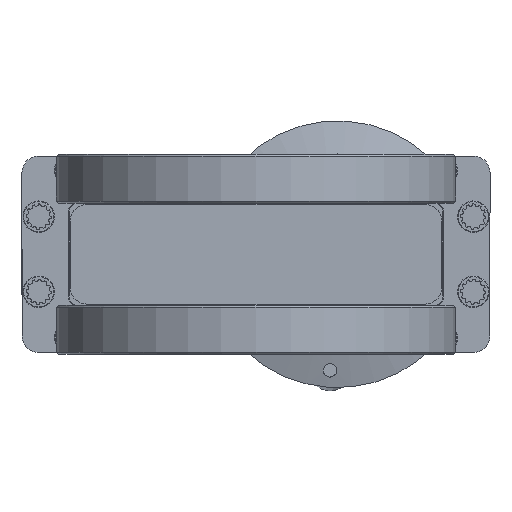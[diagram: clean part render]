
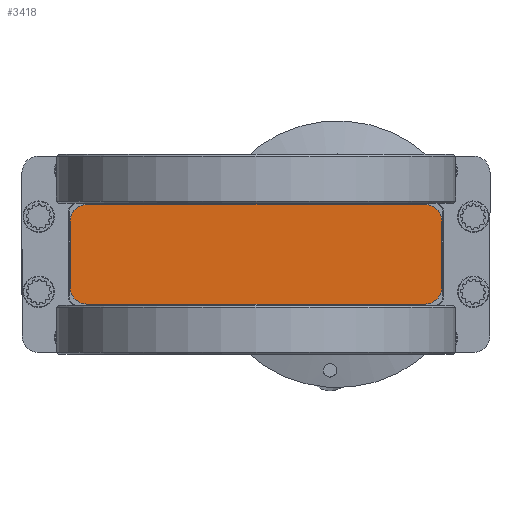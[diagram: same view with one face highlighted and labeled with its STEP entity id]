
A CAD part, front view. The second image highlights one B-rep face of the part: STEP entity #3418.
In plain terms, the highlighted planar face has unit normal (0, -1, 0).
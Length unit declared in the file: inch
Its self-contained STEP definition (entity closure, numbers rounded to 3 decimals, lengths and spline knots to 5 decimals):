
#3418 = ADVANCED_FACE ( 'NONE', ( #13346 ), #14750, .F. ) ;
#3542 = EDGE_CURVE ( 'NONE', #8773, #8772, #32363, .T. ) ;
#3543 = EDGE_CURVE ( 'NONE', #8773, #8806, #13615, .T. ) ;
#3544 = EDGE_CURVE ( 'NONE', #8810, #8743, #32590, .T. ) ;
#3546 = EDGE_CURVE ( 'NONE', #8863, #8853, #13617, .T. ) ;
#3549 = EDGE_CURVE ( 'NONE', #8763, #8743, #13619, .T. ) ;
#3550 = EDGE_CURVE ( 'NONE', #8763, #8853, #32453, .T. ) ;
#3551 = EDGE_CURVE ( 'NONE', #8863, #8806, #32438, .T. ) ;
#3554 = EDGE_CURVE ( 'NONE', #8810, #8772, #13622, .T. ) ;
#8690 = ORIENTED_EDGE ( 'NONE', *, *, #3546, .F. ) ;
#8696 = ORIENTED_EDGE ( 'NONE', *, *, #3544, .T. ) ;
#8698 = ORIENTED_EDGE ( 'NONE', *, *, #3549, .F. ) ;
#8699 = ORIENTED_EDGE ( 'NONE', *, *, #3543, .F. ) ;
#8700 = ORIENTED_EDGE ( 'NONE', *, *, #3554, .F. ) ;
#8701 = ORIENTED_EDGE ( 'NONE', *, *, #3551, .T. ) ;
#8704 = ORIENTED_EDGE ( 'NONE', *, *, #3550, .T. ) ;
#8714 = ORIENTED_EDGE ( 'NONE', *, *, #3542, .T. ) ;
#8743 = VERTEX_POINT ( 'NONE', #21872 ) ;
#8763 = VERTEX_POINT ( 'NONE', #21892 ) ;
#8772 = VERTEX_POINT ( 'NONE', #21901 ) ;
#8773 = VERTEX_POINT ( 'NONE', #21902 ) ;
#8806 = VERTEX_POINT ( 'NONE', #21935 ) ;
#8810 = VERTEX_POINT ( 'NONE', #21939 ) ;
#8853 = VERTEX_POINT ( 'NONE', #21982 ) ;
#8863 = VERTEX_POINT ( 'NONE', #21992 ) ;
#9274 = EDGE_LOOP ( 'NONE', ( #8698, #8704, #8690, #8701, #8699, #8714, #8700, #8696 ) ) ;
#13346 = FACE_OUTER_BOUND ( 'NONE', #9274, .T. ) ;
#13615 = LINE ( 'NONE', #15231, #32476 ) ;
#13617 = LINE ( 'NONE', #15242, #32601 ) ;
#13619 = LINE ( 'NONE', #15252, #32434 ) ;
#13622 = LINE ( 'NONE', #15269, #32450 ) ;
#14750 = PLANE ( 'NONE',  #32850 ) ;
#14751 = CARTESIAN_POINT ( 'NONE',  ( -2.781, -0.122, 1.39 ) ) ;
#14752 = DIRECTION ( 'NONE',  ( 0., 1., 0. ) ) ;
#14753 = DIRECTION ( 'NONE',  ( 1., 0., 0. ) ) ;
#15224 = CARTESIAN_POINT ( 'NONE',  ( 2.531, -0.122, 0.15 ) ) ;
#15226 = DIRECTION ( 'NONE',  ( 0., -1., 0. ) ) ;
#15228 = DIRECTION ( 'NONE',  ( 1., 0., 0. ) ) ;
#15231 = CARTESIAN_POINT ( 'NONE',  ( -2.781, -0.122, -0.1 ) ) ;
#15233 = DIRECTION ( 'NONE',  ( -1., 0., 0. ) ) ;
#15234 = CARTESIAN_POINT ( 'NONE',  ( 2.531, -0.122, 1.14 ) ) ;
#15235 = DIRECTION ( 'NONE',  ( 0., -1., 0. ) ) ;
#15237 = DIRECTION ( 'NONE',  ( 1., 0., 0. ) ) ;
#15242 = CARTESIAN_POINT ( 'NONE',  ( -2.781, -0.122, -0.1 ) ) ;
#15243 = DIRECTION ( 'NONE',  ( 0., 0., 1. ) ) ;
#15252 = CARTESIAN_POINT ( 'NONE',  ( -2.781, -0.122, 1.39 ) ) ;
#15254 = DIRECTION ( 'NONE',  ( 1., 0., 0. ) ) ;
#15255 = CARTESIAN_POINT ( 'NONE',  ( -2.531, -0.122, 1.14 ) ) ;
#15256 = DIRECTION ( 'NONE',  ( 0., -1., 0. ) ) ;
#15258 = DIRECTION ( 'NONE',  ( 1., 0., 0. ) ) ;
#15260 = CARTESIAN_POINT ( 'NONE',  ( -2.531, -0.122, 0.15 ) ) ;
#15262 = DIRECTION ( 'NONE',  ( 0., -1., 0. ) ) ;
#15263 = DIRECTION ( 'NONE',  ( 1., 0., 0. ) ) ;
#15269 = CARTESIAN_POINT ( 'NONE',  ( 2.781, -0.122, -0.1 ) ) ;
#15270 = DIRECTION ( 'NONE',  ( 0., 0., -1. ) ) ;
#21872 = CARTESIAN_POINT ( 'NONE',  ( 2.531, -0.122, 1.39 ) ) ;
#21892 = CARTESIAN_POINT ( 'NONE',  ( -2.531, -0.122, 1.39 ) ) ;
#21901 = CARTESIAN_POINT ( 'NONE',  ( 2.781, -0.122, 0.15 ) ) ;
#21902 = CARTESIAN_POINT ( 'NONE',  ( 2.531, -0.122, -0.1 ) ) ;
#21935 = CARTESIAN_POINT ( 'NONE',  ( -2.531, -0.122, -0.1 ) ) ;
#21939 = CARTESIAN_POINT ( 'NONE',  ( 2.781, -0.122, 1.14 ) ) ;
#21982 = CARTESIAN_POINT ( 'NONE',  ( -2.781, -0.122, 1.14 ) ) ;
#21992 = CARTESIAN_POINT ( 'NONE',  ( -2.781, -0.122, 0.15 ) ) ;
#32357 = AXIS2_PLACEMENT_3D ( 'NONE', #15224, #15226, #15228 ) ;
#32363 = CIRCLE ( 'NONE', #32357, 0.25 ) ;
#32433 = AXIS2_PLACEMENT_3D ( 'NONE', #15260, #15262, #15263 ) ;
#32434 = VECTOR ( 'NONE', #15254, 39.37008 ) ;
#32438 = CIRCLE ( 'NONE', #32433, 0.25 ) ;
#32450 = VECTOR ( 'NONE', #15270, 39.37008 ) ;
#32453 = CIRCLE ( 'NONE', #32585, 0.25 ) ;
#32476 = VECTOR ( 'NONE', #15233, 39.37008 ) ;
#32585 = AXIS2_PLACEMENT_3D ( 'NONE', #15255, #15256, #15258 ) ;
#32590 = CIRCLE ( 'NONE', #32606, 0.25 ) ;
#32601 = VECTOR ( 'NONE', #15243, 39.37008 ) ;
#32606 = AXIS2_PLACEMENT_3D ( 'NONE', #15234, #15235, #15237 ) ;
#32850 = AXIS2_PLACEMENT_3D ( 'NONE', #14751, #14752, #14753 ) ;
